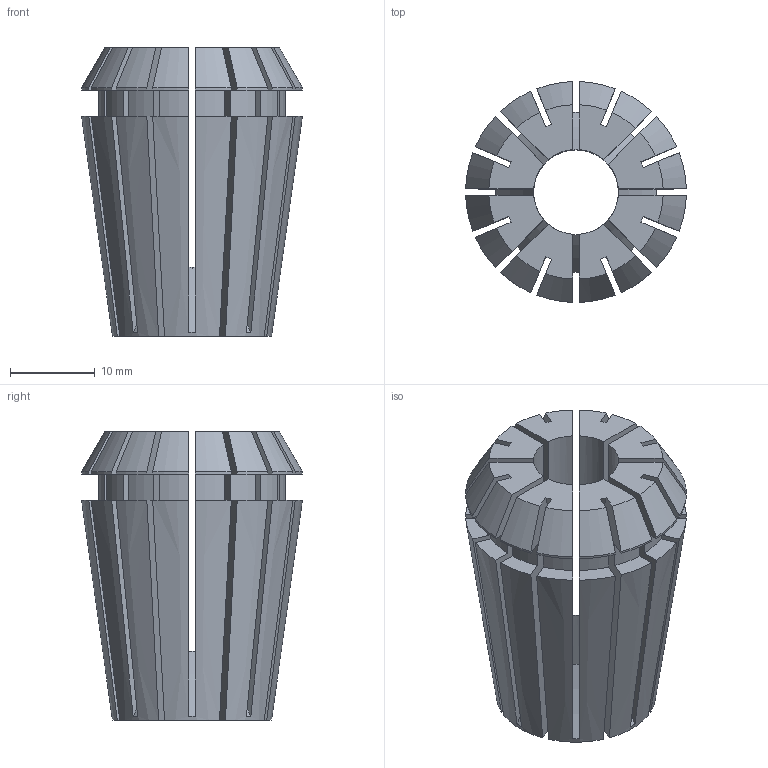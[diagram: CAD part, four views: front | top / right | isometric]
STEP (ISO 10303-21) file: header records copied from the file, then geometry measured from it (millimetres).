
FILE_DESCRIPTION (( 'STEP AP203' ), '1' );
FILE_NAME ('STP-5250-122-025-010-0(04225-10).STEP', '2022-09-01T02:47:41', ( '' ), ( '' ), 'SwSTEP 2.0', 'SolidWorks 2017', '' );
FILE_SCHEMA (( 'CONFIG_CONTROL_DESIGN' ));
Length unit declared in the file: millimetre
Products named in the file (1): STP-5250-122-025-010-0(04225-10)
Bounding box: 25.99 x 25.99 x 34 mm (x, y, z)
Volume: 8611 mm3; surface area: 9951.7 mm2
Topology: 1 solids, 1 shells, 164 faces, 513 edges, 342 vertices
Faces by surface type: plane 81, cylinder 58, cone 25
Entity records: 6192 total; most frequent: CARTESIAN_POINT 1557, ORIENTED_EDGE 1026, DIRECTION 907, EDGE_CURVE 513, VERTEX_POINT 342, AXIS2_PLACEMENT_3D 328, LINE 251, VECTOR 251
